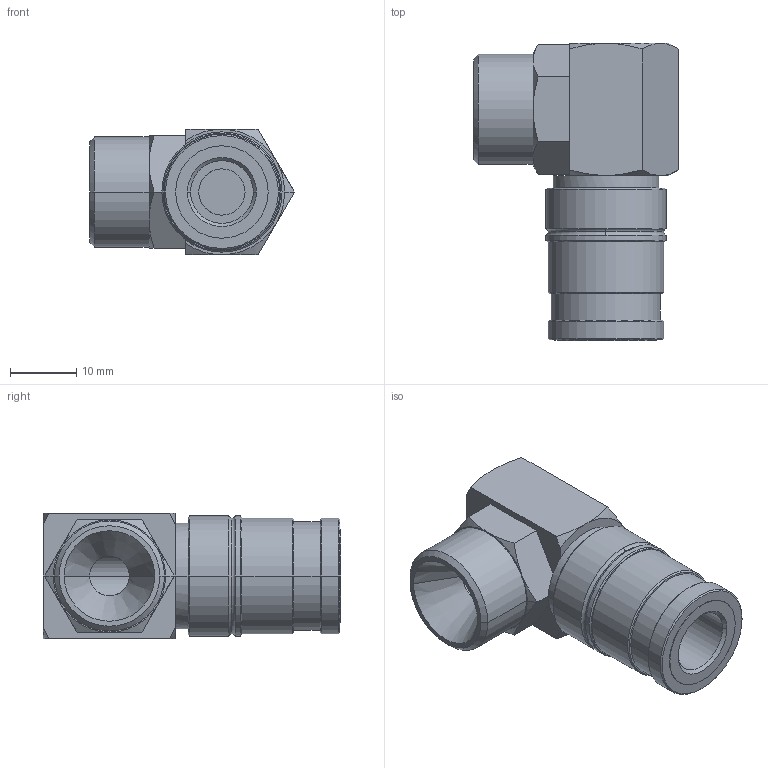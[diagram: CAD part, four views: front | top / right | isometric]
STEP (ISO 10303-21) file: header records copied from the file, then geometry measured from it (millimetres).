
FILE_DESCRIPTION(('STEP AP214'),'1');
FILE_NAME('esdmf_38_a-90ab.stp','2020-04-22T06:12:55',('TraceParts'),('TraceParts S.A.'),'Spatial InterOp 3D',' ',' ');
FILE_SCHEMA(('automotive_design'));
Length unit declared in the file: millimetre
Products named in the file (1): 1
Bounding box: 31 x 45 x 19 mm (x, y, z)
Volume: 11684.4 mm3; surface area: 5341.4 mm2
Topology: 1 solids, 1 shells, 88 faces, 200 edges, 122 vertices
Faces by surface type: cone 36, plane 26, cylinder 22, torus 4
Entity records: 3276 total; most frequent: CARTESIAN_POINT 615, DIRECTION 430, ORIENTED_EDGE 400, EDGE_CURVE 200, AXIS2_PLACEMENT_3D 181, VERTEX_POINT 122, EDGE_LOOP 98, CIRCLE 92
